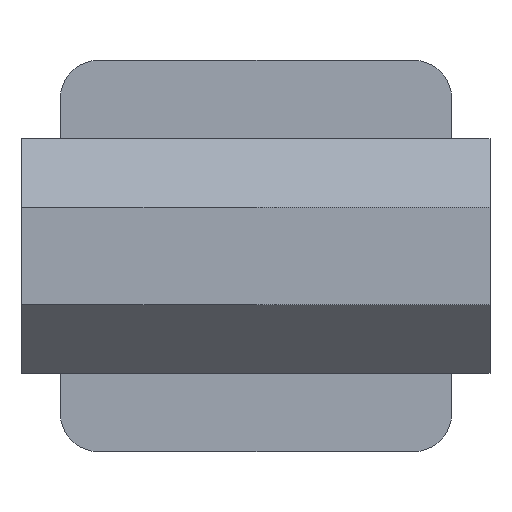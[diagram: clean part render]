
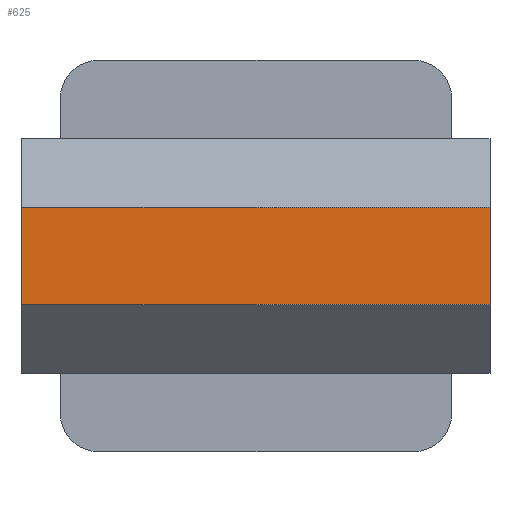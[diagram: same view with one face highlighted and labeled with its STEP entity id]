
A CAD part, front view. The second image highlights one B-rep face of the part: STEP entity #625.
In plain terms, the highlighted planar face has unit normal (0, -1, 0).
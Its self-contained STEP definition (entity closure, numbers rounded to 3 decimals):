
#128 = VERTEX_POINT ( 'NONE', #1358 ) ;
#135 = CARTESIAN_POINT ( 'NONE',  ( 55., -90.3, -11.5 ) ) ;
#169 = LINE ( 'NONE', #335, #1793 ) ;
#230 = CARTESIAN_POINT ( 'NONE',  ( -55., -90.3, 11.5 ) ) ;
#335 = CARTESIAN_POINT ( 'NONE',  ( 55., -90.3, -11.5 ) ) ;
#386 = EDGE_CURVE ( 'NONE', #1583, #1195, #1319, .T. ) ;
#420 = ORIENTED_EDGE ( 'NONE', *, *, #715, .F. ) ;
#614 = LINE ( 'NONE', #1497, #694 ) ;
#625 = ADVANCED_FACE ( 'NONE', ( #896 ), #708, .F. ) ;
#694 = VECTOR ( 'NONE', #1676, 1000. ) ;
#708 = PLANE ( 'NONE',  #989 ) ;
#715 = EDGE_CURVE ( 'NONE', #1177, #128, #169, .T. ) ;
#848 = LINE ( 'NONE', #135, #1801 ) ;
#861 = ORIENTED_EDGE ( 'NONE', *, *, #1673, .F. ) ;
#896 = FACE_OUTER_BOUND ( 'NONE', #1363, .T. ) ;
#982 = CARTESIAN_POINT ( 'NONE',  ( 55., -90.3, 11.5 ) ) ;
#989 = AXIS2_PLACEMENT_3D ( 'NONE', #1432, #1980, #2161 ) ;
#1177 = VERTEX_POINT ( 'NONE', #982 ) ;
#1195 = VERTEX_POINT ( 'NONE', #2207 ) ;
#1319 = LINE ( 'NONE', #1868, #2173 ) ;
#1358 = CARTESIAN_POINT ( 'NONE',  ( 55., -90.3, -11.5 ) ) ;
#1363 = EDGE_LOOP ( 'NONE', ( #2112, #2303, #861, #420 ) ) ;
#1432 = CARTESIAN_POINT ( 'NONE',  ( 55., -90.3, -11.5 ) ) ;
#1497 = CARTESIAN_POINT ( 'NONE',  ( 55., -90.3, 11.5 ) ) ;
#1519 = DIRECTION ( 'NONE',  ( 0., 0., -1. ) ) ;
#1583 = VERTEX_POINT ( 'NONE', #230 ) ;
#1589 = EDGE_CURVE ( 'NONE', #1177, #1583, #614, .T. ) ;
#1673 = EDGE_CURVE ( 'NONE', #128, #1195, #848, .T. ) ;
#1676 = DIRECTION ( 'NONE',  ( -1., 0., 0. ) ) ;
#1793 = VECTOR ( 'NONE', #2330, 1000. ) ;
#1801 = VECTOR ( 'NONE', #2102, 1000. ) ;
#1868 = CARTESIAN_POINT ( 'NONE',  ( -55., -90.3, -11.5 ) ) ;
#1980 = DIRECTION ( 'NONE',  ( 0., 1., 0. ) ) ;
#2102 = DIRECTION ( 'NONE',  ( -1., 0., 0. ) ) ;
#2112 = ORIENTED_EDGE ( 'NONE', *, *, #1589, .T. ) ;
#2161 = DIRECTION ( 'NONE',  ( 0., 0., 1. ) ) ;
#2173 = VECTOR ( 'NONE', #1519, 1000. ) ;
#2207 = CARTESIAN_POINT ( 'NONE',  ( -55., -90.3, -11.5 ) ) ;
#2303 = ORIENTED_EDGE ( 'NONE', *, *, #386, .T. ) ;
#2330 = DIRECTION ( 'NONE',  ( 0., 0., -1. ) ) ;
